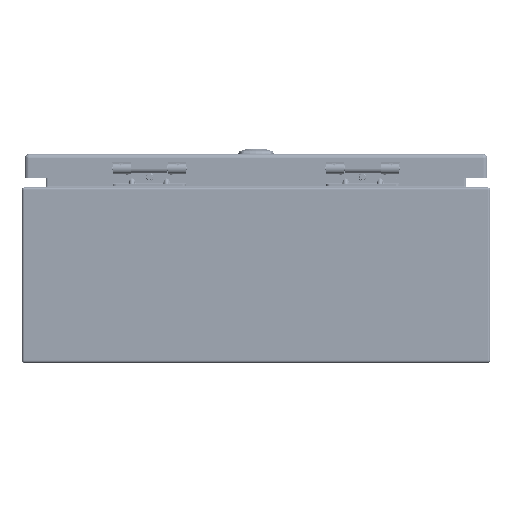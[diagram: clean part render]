
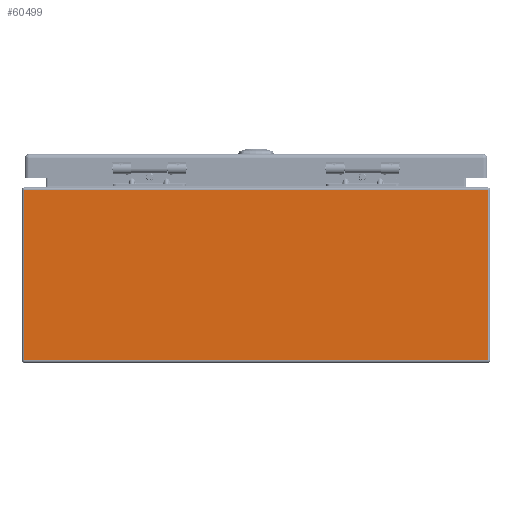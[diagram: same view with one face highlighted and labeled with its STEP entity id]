
A CAD part, left-side view. The second image highlights one B-rep face of the part: STEP entity #60499.
In plain terms, the highlighted planar face has unit normal (-1, 0, 0).
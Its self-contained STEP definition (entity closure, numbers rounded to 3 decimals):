
#7219=LINE('',#81185,#10877);
#7220=LINE('',#81192,#10878);
#7221=LINE('',#81194,#10879);
#7222=LINE('',#81195,#10880);
#10877=VECTOR('',#69157,0.394);
#10878=VECTOR('',#69166,0.394);
#10879=VECTOR('',#69167,0.394);
#10880=VECTOR('',#69168,0.394);
#15266=FACE_OUTER_BOUND('',#18902,.T.);
#18902=EDGE_LOOP('',(#40098,#40099,#40100,#40101));
#24234=VERTEX_POINT('',#81174);
#24237=VERTEX_POINT('',#81181);
#24240=VERTEX_POINT('',#81191);
#24241=VERTEX_POINT('',#81193);
#30426=EDGE_CURVE('',#24234,#24237,#7219,.T.);
#30429=EDGE_CURVE('',#24240,#24234,#7220,.T.);
#30430=EDGE_CURVE('',#24241,#24240,#7221,.T.);
#30431=EDGE_CURVE('',#24241,#24237,#7222,.T.);
#40098=ORIENTED_EDGE('',*,*,#30426,.F.);
#40099=ORIENTED_EDGE('',*,*,#30429,.F.);
#40100=ORIENTED_EDGE('',*,*,#30430,.F.);
#40101=ORIENTED_EDGE('',*,*,#30431,.T.);
#59112=PLANE('',#64955);
#60499=ADVANCED_FACE('',(#15266),#59112,.F.);
#64955=AXIS2_PLACEMENT_3D('',#81190,#69164,#69165);
#69157=DIRECTION('',(0.,0.,-1.));
#69164=DIRECTION('center_axis',(1.,0.,0.));
#69165=DIRECTION('ref_axis',(0.,0.,-1.));
#69166=DIRECTION('',(0.,-1.,0.));
#69167=DIRECTION('',(0.,0.,1.));
#69168=DIRECTION('',(0.,-1.,0.));
#81174=CARTESIAN_POINT('',(-8.,-7.916,5.916));
#81181=CARTESIAN_POINT('',(-8.,-7.916,0.084));
#81185=CARTESIAN_POINT('',(-8.,-7.916,5.916));
#81190=CARTESIAN_POINT('Origin',(-8.,-7.078,5.916));
#81191=CARTESIAN_POINT('',(-8.,7.916,5.916));
#81192=CARTESIAN_POINT('',(-8.,7.078,5.916));
#81193=CARTESIAN_POINT('',(-8.,7.916,0.084));
#81194=CARTESIAN_POINT('',(-8.,7.916,5.916));
#81195=CARTESIAN_POINT('',(-8.,0.,0.084));
